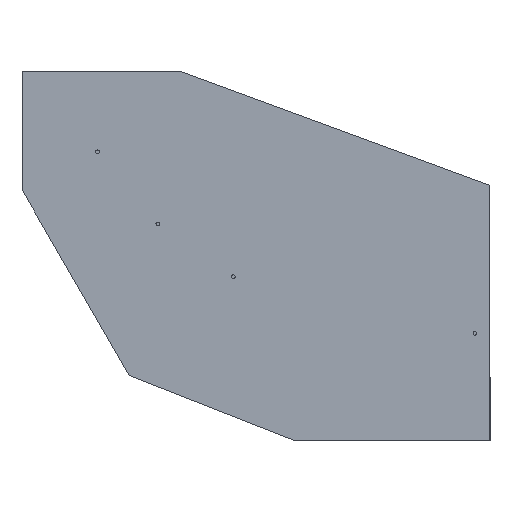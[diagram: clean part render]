
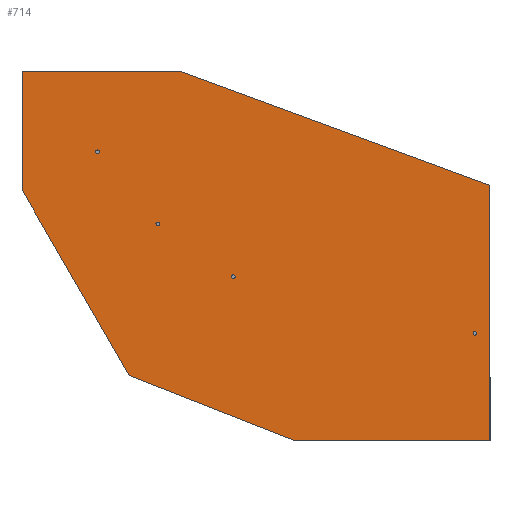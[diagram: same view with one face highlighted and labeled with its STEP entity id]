
A CAD part, front view. The second image highlights one B-rep face of the part: STEP entity #714.
In plain terms, the highlighted planar face has unit normal (0, -1, 0).
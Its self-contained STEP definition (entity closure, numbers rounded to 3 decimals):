
#39=FACE_BOUND('',#244,.T.);
#40=FACE_BOUND('',#245,.T.);
#41=FACE_BOUND('',#246,.T.);
#42=FACE_BOUND('',#247,.T.);
#69=LINE('',#1230,#116);
#72=LINE('',#1236,#119);
#75=LINE('',#1242,#122);
#79=LINE('',#1251,#126);
#84=LINE('',#1265,#131);
#86=LINE('',#1269,#133);
#87=LINE('',#1271,#134);
#116=VECTOR('',#995,10.);
#119=VECTOR('',#1000,10.);
#122=VECTOR('',#1005,10.);
#126=VECTOR('',#1011,10.);
#131=VECTOR('',#1026,10.);
#133=VECTOR('',#1030,10.);
#134=VECTOR('',#1033,10.);
#200=FACE_OUTER_BOUND('',#243,.T.);
#243=EDGE_LOOP('',(#599,#600,#601,#602,#603,#604,#605));
#244=EDGE_LOOP('',(#606));
#245=EDGE_LOOP('',(#607));
#246=EDGE_LOOP('',(#608));
#247=EDGE_LOOP('',(#609));
#284=CIRCLE('',#836,2.5);
#288=CIRCLE('',#849,2.5);
#289=CIRCLE('',#851,2.5);
#290=CIRCLE('',#853,2.5);
#336=VERTEX_POINT('',#1220);
#339=VERTEX_POINT('',#1227);
#340=VERTEX_POINT('',#1229);
#342=VERTEX_POINT('',#1235);
#344=VERTEX_POINT('',#1241);
#347=VERTEX_POINT('',#1248);
#348=VERTEX_POINT('',#1250);
#353=VERTEX_POINT('',#1267);
#354=VERTEX_POINT('',#1273);
#355=VERTEX_POINT('',#1277);
#356=VERTEX_POINT('',#1281);
#414=EDGE_CURVE('',#336,#336,#284,.T.);
#417=EDGE_CURVE('',#340,#339,#69,.T.);
#420=EDGE_CURVE('',#342,#340,#72,.T.);
#423=EDGE_CURVE('',#344,#342,#75,.T.);
#427=EDGE_CURVE('',#347,#348,#79,.T.);
#435=EDGE_CURVE('',#339,#348,#84,.T.);
#437=EDGE_CURVE('',#347,#353,#86,.T.);
#438=EDGE_CURVE('',#353,#344,#87,.T.);
#439=EDGE_CURVE('',#354,#354,#288,.T.);
#441=EDGE_CURVE('',#355,#355,#289,.T.);
#443=EDGE_CURVE('',#356,#356,#290,.T.);
#599=ORIENTED_EDGE('',*,*,#427,.F.);
#600=ORIENTED_EDGE('',*,*,#437,.T.);
#601=ORIENTED_EDGE('',*,*,#438,.T.);
#602=ORIENTED_EDGE('',*,*,#423,.T.);
#603=ORIENTED_EDGE('',*,*,#420,.T.);
#604=ORIENTED_EDGE('',*,*,#417,.T.);
#605=ORIENTED_EDGE('',*,*,#435,.T.);
#606=ORIENTED_EDGE('',*,*,#414,.T.);
#607=ORIENTED_EDGE('',*,*,#439,.T.);
#608=ORIENTED_EDGE('',*,*,#441,.T.);
#609=ORIENTED_EDGE('',*,*,#443,.T.);
#686=PLANE('',#854);
#714=ADVANCED_FACE('',(#200,#39,#40,#41,#42),#686,.T.);
#836=AXIS2_PLACEMENT_3D('',#1222,#989,#990);
#849=AXIS2_PLACEMENT_3D('',#1274,#1036,#1037);
#851=AXIS2_PLACEMENT_3D('',#1278,#1041,#1042);
#853=AXIS2_PLACEMENT_3D('',#1282,#1046,#1047);
#854=AXIS2_PLACEMENT_3D('',#1284,#1049,#1050);
#989=DIRECTION('center_axis',(0.,1.,0.));
#990=DIRECTION('ref_axis',(-1.,0.,0.));
#995=DIRECTION('',(0.,0.,-1.));
#1000=DIRECTION('',(-1.,0.,0.));
#1005=DIRECTION('',(-0.938,0.,0.346));
#1011=DIRECTION('',(-0.931,0.,0.366));
#1026=DIRECTION('',(0.5,0.,-0.866));
#1030=DIRECTION('',(1.,0.,0.));
#1033=DIRECTION('',(0.,0.,1.));
#1036=DIRECTION('center_axis',(0.,1.,0.));
#1037=DIRECTION('ref_axis',(-1.,0.,0.));
#1041=DIRECTION('center_axis',(0.,1.,0.));
#1042=DIRECTION('ref_axis',(-1.,0.,0.));
#1046=DIRECTION('center_axis',(0.,1.,0.));
#1047=DIRECTION('ref_axis',(-1.,0.,0.));
#1049=DIRECTION('center_axis',(0.,-1.,0.));
#1050=DIRECTION('ref_axis',(0.,0.,-1.));
#1220=CARTESIAN_POINT('',(-240.,-2.5,283.));
#1222=CARTESIAN_POINT('Origin',(-242.5,-2.5,283.));
#1227=CARTESIAN_POINT('',(-342.5,-2.5,232.583));
#1229=CARTESIAN_POINT('',(-342.5,-2.5,390.083));
#1230=CARTESIAN_POINT('',(-342.5,-2.5,232.583));
#1235=CARTESIAN_POINT('',(-133.266,-2.5,390.083));
#1236=CARTESIAN_POINT('',(-342.5,-2.5,390.083));
#1241=CARTESIAN_POINT('',(277.5,-2.5,238.749));
#1242=CARTESIAN_POINT('',(-133.266,-2.5,390.083));
#1248=CARTESIAN_POINT('',(19.517,-2.5,-100.));
#1250=CARTESIAN_POINT('',(-200.483,-2.5,-13.397));
#1251=CARTESIAN_POINT('',(-60.974,-2.5,-68.315));
#1265=CARTESIAN_POINT('',(-216.832,-2.5,14.919));
#1267=CARTESIAN_POINT('',(277.5,-2.5,-100.));
#1269=CARTESIAN_POINT('',(-75.241,-2.5,-100.));
#1271=CARTESIAN_POINT('',(277.5,-2.5,238.749));
#1273=CARTESIAN_POINT('',(-160.,-2.5,187.5));
#1274=CARTESIAN_POINT('Origin',(-162.5,-2.5,187.5));
#1277=CARTESIAN_POINT('',(-60.,-2.5,117.5));
#1278=CARTESIAN_POINT('Origin',(-62.5,-2.5,117.5));
#1281=CARTESIAN_POINT('',(260.,-2.5,42.5));
#1282=CARTESIAN_POINT('Origin',(257.5,-2.5,42.5));
#1284=CARTESIAN_POINT('Origin',(0.,-2.5,0.));
